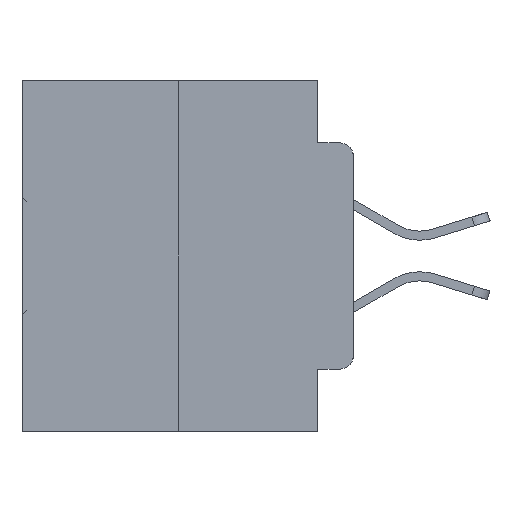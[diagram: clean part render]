
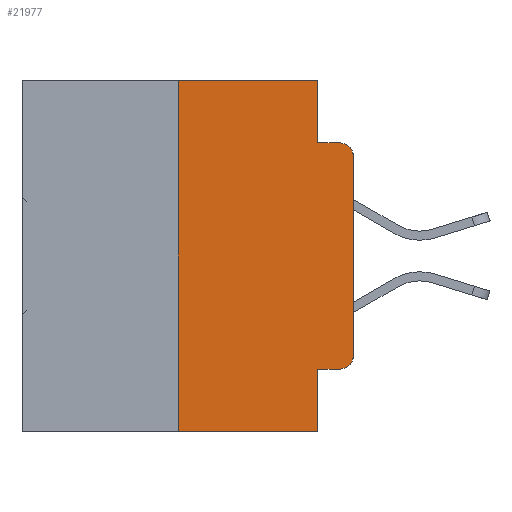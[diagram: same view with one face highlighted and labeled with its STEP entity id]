
A CAD part, left-side view. The second image highlights one B-rep face of the part: STEP entity #21977.
In plain terms, the highlighted planar face has unit normal (-1, 0, 0).
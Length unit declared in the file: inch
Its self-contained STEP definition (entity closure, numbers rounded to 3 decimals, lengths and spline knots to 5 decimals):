
#387 = VERTEX_POINT ( 'NONE', #4806 ) ;
#1558 = PLANE ( 'NONE',  #18983 ) ;
#1661 = EDGE_CURVE ( 'NONE', #6049, #28625, #15132, .T. ) ;
#1720 = EDGE_CURVE ( 'NONE', #15094, #32242, #27320, .T. ) ;
#1736 = ORIENTED_EDGE ( 'NONE', *, *, #6200, .T. ) ;
#2210 = DIRECTION ( 'NONE',  ( 0., -1., 0. ) ) ;
#2970 = VECTOR ( 'NONE', #32893, 39.37008 ) ;
#3123 = CARTESIAN_POINT ( 'NONE',  ( 0., 0.051, 0. ) ) ;
#4172 = CARTESIAN_POINT ( 'NONE',  ( 0., 0.473, 0. ) ) ;
#4205 = ORIENTED_EDGE ( 'NONE', *, *, #1720, .F. ) ;
#4806 = CARTESIAN_POINT ( 'NONE',  ( 0., 0.02, -0.0885 ) ) ;
#5582 = LINE ( 'NONE', #23738, #18661 ) ;
#5727 = CARTESIAN_POINT ( 'NONE',  ( 0., 0.051, 0. ) ) ;
#6049 = VERTEX_POINT ( 'NONE', #14898 ) ;
#6200 = EDGE_CURVE ( 'NONE', #28625, #27176, #11243, .T. ) ;
#6552 = VECTOR ( 'NONE', #7012, 39.37008 ) ;
#6802 = DIRECTION ( 'NONE',  ( 1., 0., 0. ) ) ;
#6843 = CARTESIAN_POINT ( 'NONE',  ( 0., 0.25, 0. ) ) ;
#7010 = AXIS2_PLACEMENT_3D ( 'NONE', #31416, #9614, #10399 ) ;
#7012 = DIRECTION ( 'NONE',  ( 0., -1., 0. ) ) ;
#7400 = CARTESIAN_POINT ( 'NONE',  ( 0., 0.051, -0.0885 ) ) ;
#7556 = AXIS2_PLACEMENT_3D ( 'NONE', #25078, #9476, #27719 ) ;
#8227 = VERTEX_POINT ( 'NONE', #33394 ) ;
#8965 = DIRECTION ( 'NONE',  ( 0., -1., 0. ) ) ;
#9476 = DIRECTION ( 'NONE',  ( -1., 0., 0. ) ) ;
#9614 = DIRECTION ( 'NONE',  ( -1., 0., 0. ) ) ;
#9768 = CARTESIAN_POINT ( 'NONE',  ( 0., 0., -0.1085 ) ) ;
#10168 = VECTOR ( 'NONE', #31796, 39.37008 ) ;
#10399 = DIRECTION ( 'NONE',  ( 0., 0., -1. ) ) ;
#11243 = LINE ( 'NONE', #25873, #17390 ) ;
#11573 = VERTEX_POINT ( 'NONE', #7400 ) ;
#11580 = ORIENTED_EDGE ( 'NONE', *, *, #12413, .T. ) ;
#11731 = CARTESIAN_POINT ( 'NONE',  ( 0., 0.051, -0.0885 ) ) ;
#11997 = VECTOR ( 'NONE', #8965, 39.37008 ) ;
#12413 = EDGE_CURVE ( 'NONE', #15100, #31268, #5582, .T. ) ;
#12829 = FACE_OUTER_BOUND ( 'NONE', #22677, .T. ) ;
#12925 = DIRECTION ( 'NONE',  ( 0., 0., 1. ) ) ;
#13241 = ORIENTED_EDGE ( 'NONE', *, *, #1661, .T. ) ;
#13413 = DIRECTION ( 'NONE',  ( 0., -1., 0. ) ) ;
#13669 = LINE ( 'NONE', #15218, #32714 ) ;
#14898 = CARTESIAN_POINT ( 'NONE',  ( 0., 0.02, -0.4115 ) ) ;
#15094 = VERTEX_POINT ( 'NONE', #6843 ) ;
#15100 = VERTEX_POINT ( 'NONE', #25039 ) ;
#15132 = CIRCLE ( 'NONE', #7010, 0.02 ) ;
#15214 = ORIENTED_EDGE ( 'NONE', *, *, #27008, .F. ) ;
#15218 = CARTESIAN_POINT ( 'NONE',  ( 0., 0.051, -0.4115 ) ) ;
#15508 = EDGE_CURVE ( 'NONE', #8227, #31268, #30121, .T. ) ;
#16064 = ORIENTED_EDGE ( 'NONE', *, *, #22672, .F. ) ;
#16439 = ORIENTED_EDGE ( 'NONE', *, *, #31111, .T. ) ;
#16472 = CARTESIAN_POINT ( 'NONE',  ( 0., 0.473, 0. ) ) ;
#16853 = ORIENTED_EDGE ( 'NONE', *, *, #28114, .F. ) ;
#16859 = LINE ( 'NONE', #30301, #2970 ) ;
#17390 = VECTOR ( 'NONE', #12925, 39.37008 ) ;
#18661 = VECTOR ( 'NONE', #13413, 39.37008 ) ;
#18983 = AXIS2_PLACEMENT_3D ( 'NONE', #4172, #6802, #25006 ) ;
#19456 = EDGE_CURVE ( 'NONE', #8227, #6049, #13669, .T. ) ;
#19727 = VECTOR ( 'NONE', #26569, 39.37008 ) ;
#20517 = CARTESIAN_POINT ( 'NONE',  ( 0., 0., -0.3915 ) ) ;
#21977 = ADVANCED_FACE ( 'NONE', ( #12829 ), #1558, .F. ) ;
#22672 = EDGE_CURVE ( 'NONE', #15100, #15094, #16859, .T. ) ;
#22677 = EDGE_LOOP ( 'NONE', ( #1736, #16439, #15214, #16853, #4205, #16064, #11580, #24195, #25825, #13241 ) ) ;
#23738 = CARTESIAN_POINT ( 'NONE',  ( 0., 0.473, -0.5 ) ) ;
#24195 = ORIENTED_EDGE ( 'NONE', *, *, #15508, .F. ) ;
#25006 = DIRECTION ( 'NONE',  ( 0., 0., -1. ) ) ;
#25039 = CARTESIAN_POINT ( 'NONE',  ( 0., 0.25, -0.5 ) ) ;
#25078 = CARTESIAN_POINT ( 'NONE',  ( 0., 0.02, -0.1085 ) ) ;
#25633 = CARTESIAN_POINT ( 'NONE',  ( 0., 0.051, -0.5 ) ) ;
#25790 = LINE ( 'NONE', #5727, #19727 ) ;
#25825 = ORIENTED_EDGE ( 'NONE', *, *, #19456, .T. ) ;
#25873 = CARTESIAN_POINT ( 'NONE',  ( 0., 0., 0. ) ) ;
#26569 = DIRECTION ( 'NONE',  ( 0., 0., -1. ) ) ;
#27008 = EDGE_CURVE ( 'NONE', #11573, #387, #33491, .T. ) ;
#27176 = VERTEX_POINT ( 'NONE', #9768 ) ;
#27320 = LINE ( 'NONE', #16472, #6552 ) ;
#27719 = DIRECTION ( 'NONE',  ( 0., 0., -1. ) ) ;
#28035 = CIRCLE ( 'NONE', #7556, 0.02 ) ;
#28114 = EDGE_CURVE ( 'NONE', #32242, #11573, #25790, .T. ) ;
#28625 = VERTEX_POINT ( 'NONE', #20517 ) ;
#29239 = CARTESIAN_POINT ( 'NONE',  ( 0., 0.051, 0. ) ) ;
#30121 = LINE ( 'NONE', #29239, #10168 ) ;
#30301 = CARTESIAN_POINT ( 'NONE',  ( 0., 0.25, 0. ) ) ;
#31111 = EDGE_CURVE ( 'NONE', #27176, #387, #28035, .T. ) ;
#31268 = VERTEX_POINT ( 'NONE', #25633 ) ;
#31416 = CARTESIAN_POINT ( 'NONE',  ( 0., 0.02, -0.3915 ) ) ;
#31796 = DIRECTION ( 'NONE',  ( 0., 0., -1. ) ) ;
#32242 = VERTEX_POINT ( 'NONE', #3123 ) ;
#32714 = VECTOR ( 'NONE', #2210, 39.37008 ) ;
#32893 = DIRECTION ( 'NONE',  ( 0., 0., 1. ) ) ;
#33394 = CARTESIAN_POINT ( 'NONE',  ( 0., 0.051, -0.4115 ) ) ;
#33491 = LINE ( 'NONE', #11731, #11997 ) ;
